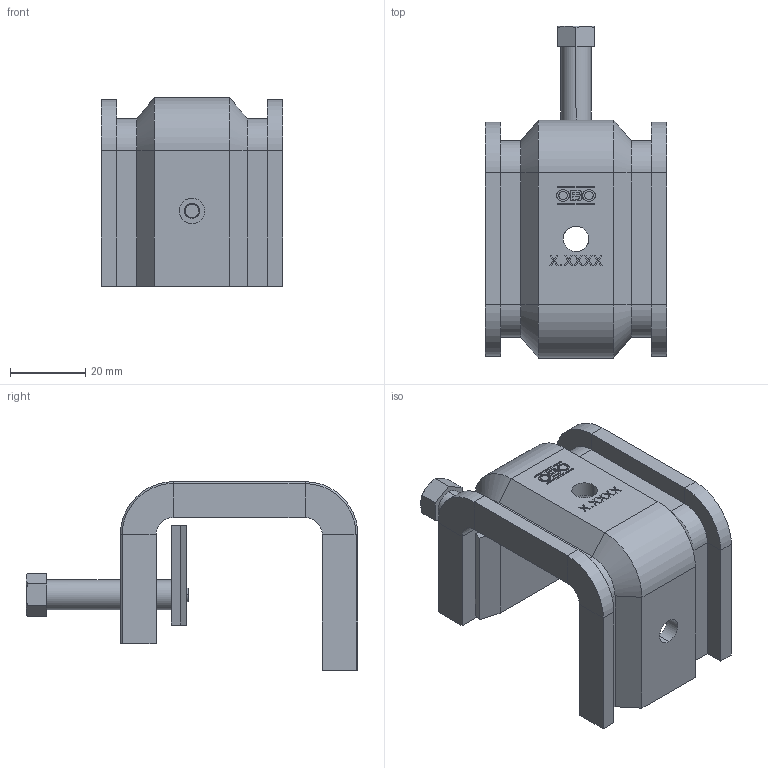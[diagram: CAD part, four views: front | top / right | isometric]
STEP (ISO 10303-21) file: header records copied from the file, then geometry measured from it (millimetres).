
FILE_DESCRIPTION(/* description */ (''),/* implementation_level */ '2;1');
FILE_NAME(/* name */ '1486288',/* time_stamp */ '2015-10-23T10:04:43+02:00',/* author */ (''),/* organization */ (''),/* preprocessor_version */ 'ST-DEVELOPER v15',/* originating_system */ '',/* authorisation */ '');
FILE_SCHEMA (('CONFIG_CONTROL_DESIGN'));
Length unit declared in the file: millimetre
Products named in the file (1): Document
Bounding box: 48 x 88 x 50 mm (x, y, z)
Volume: 37560 mm3; surface area: 22154.3 mm2
Topology: 3 solids, 3 shells, 320 faces, 796 edges, 507 vertices
Faces by surface type: bspline 172, plane 148
Entity records: 13133 total; most frequent: CARTESIAN_POINT 7830, ORIENTED_EDGE 1592, EDGE_CURVE 796, B_SPLINE_CURVE_WITH_KNOTS 713, VERTEX_POINT 507, EDGE_LOOP 353, ADVANCED_FACE 320, FACE_OUTER_BOUND 320
